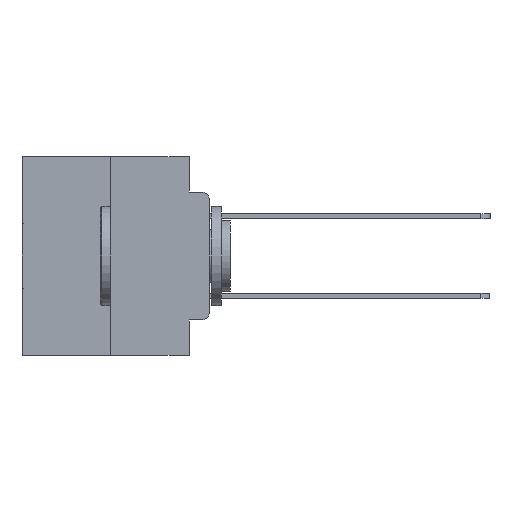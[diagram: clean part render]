
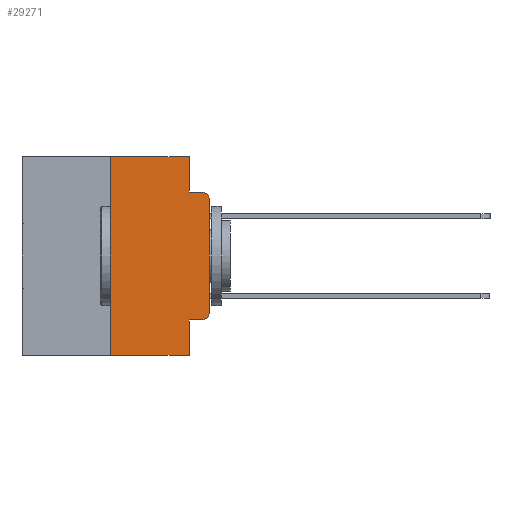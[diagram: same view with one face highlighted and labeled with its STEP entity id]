
A CAD part, left-side view. The second image highlights one B-rep face of the part: STEP entity #29271.
In plain terms, the highlighted planar face has unit normal (-1, 0, 0).
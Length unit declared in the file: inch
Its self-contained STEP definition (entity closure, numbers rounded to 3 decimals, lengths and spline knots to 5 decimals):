
#716 = LINE ( 'NONE', #8499, #18519 ) ;
#1311 = VERTEX_POINT ( 'NONE', #11866 ) ;
#1703 = CARTESIAN_POINT ( 'NONE',  ( 0., 0.051, -0.4115 ) ) ;
#2227 = PLANE ( 'NONE',  #17747 ) ;
#3096 = VERTEX_POINT ( 'NONE', #18953 ) ;
#3696 = DIRECTION ( 'NONE',  ( 0., -1., 0. ) ) ;
#3824 = CARTESIAN_POINT ( 'NONE',  ( 0., 0.02, -0.0885 ) ) ;
#3902 = EDGE_CURVE ( 'NONE', #1311, #28658, #25160, .T. ) ;
#3936 = CARTESIAN_POINT ( 'NONE',  ( 0., 0.473, -0.5 ) ) ;
#4074 = LINE ( 'NONE', #1703, #15655 ) ;
#4935 = LINE ( 'NONE', #12111, #16467 ) ;
#5337 = CARTESIAN_POINT ( 'NONE',  ( 0., 0.051, -0.4115 ) ) ;
#5724 = VECTOR ( 'NONE', #6333, 39.37008 ) ;
#6333 = DIRECTION ( 'NONE',  ( 0., -1., 0. ) ) ;
#6365 = CARTESIAN_POINT ( 'NONE',  ( 0., 0.051, 0. ) ) ;
#6473 = LINE ( 'NONE', #3936, #5724 ) ;
#6885 = CARTESIAN_POINT ( 'NONE',  ( 0., 0.051, -0.0885 ) ) ;
#7318 = DIRECTION ( 'NONE',  ( 0., 0., -1. ) ) ;
#7614 = VERTEX_POINT ( 'NONE', #6885 ) ;
#8366 = DIRECTION ( 'NONE',  ( 0., 0., 1. ) ) ;
#8385 = FACE_OUTER_BOUND ( 'NONE', #16474, .T. ) ;
#8499 = CARTESIAN_POINT ( 'NONE',  ( 0., 0.473, 0. ) ) ;
#8729 = LINE ( 'NONE', #19585, #25824 ) ;
#8766 = ORIENTED_EDGE ( 'NONE', *, *, #9080, .T. ) ;
#8776 = EDGE_CURVE ( 'NONE', #20346, #25559, #716, .T. ) ;
#9080 = EDGE_CURVE ( 'NONE', #3096, #12636, #28511, .T. ) ;
#9419 = DIRECTION ( 'NONE',  ( 1., 0., 0. ) ) ;
#10237 = EDGE_CURVE ( 'NONE', #19571, #1311, #4074, .T. ) ;
#10258 = CARTESIAN_POINT ( 'NONE',  ( 0., 0., 0. ) ) ;
#10589 = VECTOR ( 'NONE', #7318, 39.37008 ) ;
#10724 = VERTEX_POINT ( 'NONE', #17310 ) ;
#10878 = AXIS2_PLACEMENT_3D ( 'NONE', #19080, #17506, #17418 ) ;
#11777 = EDGE_CURVE ( 'NONE', #19571, #19880, #16596, .T. ) ;
#11866 = CARTESIAN_POINT ( 'NONE',  ( 0., 0.02, -0.4115 ) ) ;
#12088 = DIRECTION ( 'NONE',  ( -1., 0., 0. ) ) ;
#12111 = CARTESIAN_POINT ( 'NONE',  ( 0., 0.051, 0. ) ) ;
#12636 = VERTEX_POINT ( 'NONE', #3824 ) ;
#13076 = ORIENTED_EDGE ( 'NONE', *, *, #17788, .F. ) ;
#13438 = ORIENTED_EDGE ( 'NONE', *, *, #3902, .T. ) ;
#13959 = CARTESIAN_POINT ( 'NONE',  ( 0., 0., -0.3915 ) ) ;
#14121 = EDGE_CURVE ( 'NONE', #28658, #3096, #18098, .T. ) ;
#14821 = ORIENTED_EDGE ( 'NONE', *, *, #27824, .F. ) ;
#15196 = ORIENTED_EDGE ( 'NONE', *, *, #21829, .T. ) ;
#15582 = CARTESIAN_POINT ( 'NONE',  ( 0., 0.051, -0.0885 ) ) ;
#15655 = VECTOR ( 'NONE', #17927, 39.37008 ) ;
#16467 = VECTOR ( 'NONE', #18942, 39.37008 ) ;
#16474 = EDGE_LOOP ( 'NONE', ( #22401, #8766, #14821, #28657, #17607, #13076, #15196, #28326, #17976, #13438 ) ) ;
#16596 = LINE ( 'NONE', #18611, #10589 ) ;
#17310 = CARTESIAN_POINT ( 'NONE',  ( 0., 0.25, -0.5 ) ) ;
#17418 = DIRECTION ( 'NONE',  ( 0., 0., -1. ) ) ;
#17506 = DIRECTION ( 'NONE',  ( -1., 0., 0. ) ) ;
#17607 = ORIENTED_EDGE ( 'NONE', *, *, #8776, .F. ) ;
#17747 = AXIS2_PLACEMENT_3D ( 'NONE', #22800, #9419, #25001 ) ;
#17788 = EDGE_CURVE ( 'NONE', #10724, #20346, #8729, .T. ) ;
#17927 = DIRECTION ( 'NONE',  ( 0., -1., 0. ) ) ;
#17976 = ORIENTED_EDGE ( 'NONE', *, *, #10237, .T. ) ;
#18098 = LINE ( 'NONE', #10258, #23924 ) ;
#18519 = VECTOR ( 'NONE', #3696, 39.37008 ) ;
#18611 = CARTESIAN_POINT ( 'NONE',  ( 0., 0.051, 0. ) ) ;
#18942 = DIRECTION ( 'NONE',  ( 0., 0., -1. ) ) ;
#18953 = CARTESIAN_POINT ( 'NONE',  ( 0., 0., -0.1085 ) ) ;
#19080 = CARTESIAN_POINT ( 'NONE',  ( 0., 0.02, -0.3915 ) ) ;
#19571 = VERTEX_POINT ( 'NONE', #5337 ) ;
#19585 = CARTESIAN_POINT ( 'NONE',  ( 0., 0.25, 0. ) ) ;
#19880 = VERTEX_POINT ( 'NONE', #20049 ) ;
#20049 = CARTESIAN_POINT ( 'NONE',  ( 0., 0.051, -0.5 ) ) ;
#20346 = VERTEX_POINT ( 'NONE', #23855 ) ;
#21829 = EDGE_CURVE ( 'NONE', #10724, #19880, #6473, .T. ) ;
#22401 = ORIENTED_EDGE ( 'NONE', *, *, #14121, .T. ) ;
#22800 = CARTESIAN_POINT ( 'NONE',  ( 0., 0.473, 0. ) ) ;
#23141 = VECTOR ( 'NONE', #24402, 39.37008 ) ;
#23220 = AXIS2_PLACEMENT_3D ( 'NONE', #25353, #12088, #27593 ) ;
#23576 = DIRECTION ( 'NONE',  ( 0., 0., 1. ) ) ;
#23648 = EDGE_CURVE ( 'NONE', #25559, #7614, #4935, .T. ) ;
#23839 = LINE ( 'NONE', #15582, #23141 ) ;
#23855 = CARTESIAN_POINT ( 'NONE',  ( 0., 0.25, 0. ) ) ;
#23924 = VECTOR ( 'NONE', #23576, 39.37008 ) ;
#24402 = DIRECTION ( 'NONE',  ( 0., -1., 0. ) ) ;
#25001 = DIRECTION ( 'NONE',  ( 0., 0., -1. ) ) ;
#25160 = CIRCLE ( 'NONE', #10878, 0.02 ) ;
#25353 = CARTESIAN_POINT ( 'NONE',  ( 0., 0.02, -0.1085 ) ) ;
#25559 = VERTEX_POINT ( 'NONE', #6365 ) ;
#25824 = VECTOR ( 'NONE', #8366, 39.37008 ) ;
#27593 = DIRECTION ( 'NONE',  ( 0., 0., -1. ) ) ;
#27824 = EDGE_CURVE ( 'NONE', #7614, #12636, #23839, .T. ) ;
#28326 = ORIENTED_EDGE ( 'NONE', *, *, #11777, .F. ) ;
#28511 = CIRCLE ( 'NONE', #23220, 0.02 ) ;
#28657 = ORIENTED_EDGE ( 'NONE', *, *, #23648, .F. ) ;
#28658 = VERTEX_POINT ( 'NONE', #13959 ) ;
#29271 = ADVANCED_FACE ( 'NONE', ( #8385 ), #2227, .F. ) ;
